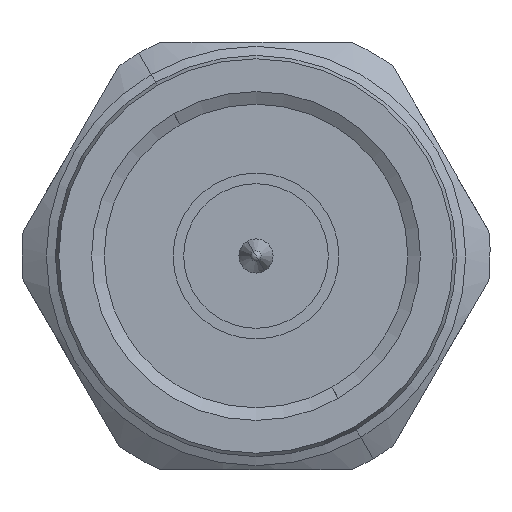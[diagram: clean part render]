
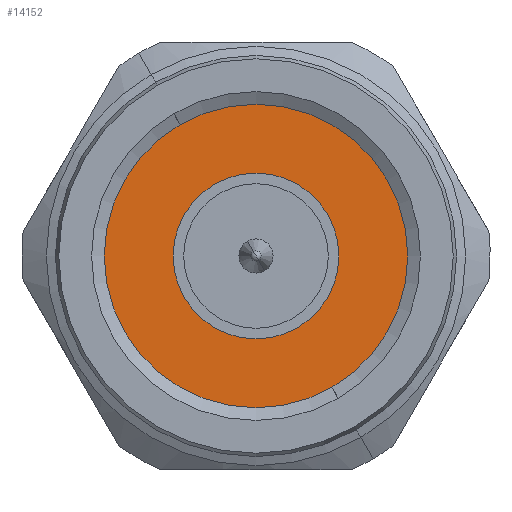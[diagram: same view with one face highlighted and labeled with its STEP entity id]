
A CAD part, left-side view. The second image highlights one B-rep face of the part: STEP entity #14152.
In plain terms, the highlighted planar face has unit normal (-1, 0, 0).
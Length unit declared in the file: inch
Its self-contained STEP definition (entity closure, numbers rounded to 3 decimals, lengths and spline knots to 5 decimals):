
#199 = CARTESIAN_POINT ( 'NONE',  ( 0.41653, 0.34395, 0. ) ) ;
#1673 = CARTESIAN_POINT ( 'NONE',  ( 0.41653, 0.34395, 0. ) ) ;
#1724 = DIRECTION ( 'NONE',  ( 1., 0., 0. ) ) ;
#2560 = ORIENTED_EDGE ( 'NONE', *, *, #5340, .F. ) ;
#4520 = CARTESIAN_POINT ( 'NONE',  ( 0.41653, -0.15748, 0. ) ) ;
#4526 = DIRECTION ( 'NONE',  ( 1., 0., 0. ) ) ;
#4696 = VERTEX_POINT ( 'NONE', #1673 ) ;
#5340 = EDGE_CURVE ( 'NONE', #23939, #4696, #25423, .T. ) ;
#5429 = CIRCLE ( 'NONE', #7505, 0.15748 ) ;
#6513 = AXIS2_PLACEMENT_3D ( 'NONE', #31365, #4526, #24295 ) ;
#7505 = AXIS2_PLACEMENT_3D ( 'NONE', #24225, #1724, #11826 ) ;
#7563 = DIRECTION ( 'NONE',  ( 1., 0., 0. ) ) ;
#7616 = DIRECTION ( 'NONE',  ( 0., -1., 0. ) ) ;
#7855 = VERTEX_POINT ( 'NONE', #31394 ) ;
#8491 = AXIS2_PLACEMENT_3D ( 'NONE', #11236, #31174, #16855 ) ;
#8817 = ORIENTED_EDGE ( 'NONE', *, *, #31216, .F. ) ;
#9202 = EDGE_LOOP ( 'NONE', ( #8817, #2560 ) ) ;
#9309 = VERTEX_POINT ( 'NONE', #4520 ) ;
#10018 = DIRECTION ( 'NONE',  ( -1., 0., 0. ) ) ;
#11236 = CARTESIAN_POINT ( 'NONE',  ( 0.41653, 0., 0. ) ) ;
#11769 = AXIS2_PLACEMENT_3D ( 'NONE', #199, #10018, #7616 ) ;
#11826 = DIRECTION ( 'NONE',  ( 0., 1., 0. ) ) ;
#12126 = CIRCLE ( 'NONE', #6513, 0.34395 ) ;
#12189 = ORIENTED_EDGE ( 'NONE', *, *, #21298, .T. ) ;
#14092 = EDGE_LOOP ( 'NONE', ( #20778, #12189 ) ) ;
#14152 = ADVANCED_FACE ( 'NONE', ( #15138, #14827 ), #22246, .T. ) ;
#14827 = FACE_OUTER_BOUND ( 'NONE', #9202, .T. ) ;
#15138 = FACE_BOUND ( 'NONE', #14092, .T. ) ;
#16855 = DIRECTION ( 'NONE',  ( 0., 1., 0. ) ) ;
#18103 = CIRCLE ( 'NONE', #29385, 0.15748 ) ;
#20778 = ORIENTED_EDGE ( 'NONE', *, *, #27124, .T. ) ;
#21298 = EDGE_CURVE ( 'NONE', #9309, #7855, #18103, .T. ) ;
#22246 = PLANE ( 'NONE',  #11769 ) ;
#23939 = VERTEX_POINT ( 'NONE', #29402 ) ;
#24225 = CARTESIAN_POINT ( 'NONE',  ( 0.41653, 0., 0. ) ) ;
#24295 = DIRECTION ( 'NONE',  ( 0., 1., 0. ) ) ;
#25423 = CIRCLE ( 'NONE', #8491, 0.34395 ) ;
#27124 = EDGE_CURVE ( 'NONE', #7855, #9309, #5429, .T. ) ;
#27179 = DIRECTION ( 'NONE',  ( 0., 1., 0. ) ) ;
#29385 = AXIS2_PLACEMENT_3D ( 'NONE', #29580, #7563, #27179 ) ;
#29402 = CARTESIAN_POINT ( 'NONE',  ( 0.41653, -0.34395, 0. ) ) ;
#29580 = CARTESIAN_POINT ( 'NONE',  ( 0.41653, 0., 0. ) ) ;
#31174 = DIRECTION ( 'NONE',  ( 1., 0., 0. ) ) ;
#31216 = EDGE_CURVE ( 'NONE', #4696, #23939, #12126, .T. ) ;
#31365 = CARTESIAN_POINT ( 'NONE',  ( 0.41653, 0., 0. ) ) ;
#31394 = CARTESIAN_POINT ( 'NONE',  ( 0.41653, 0.15748, 0. ) ) ;
